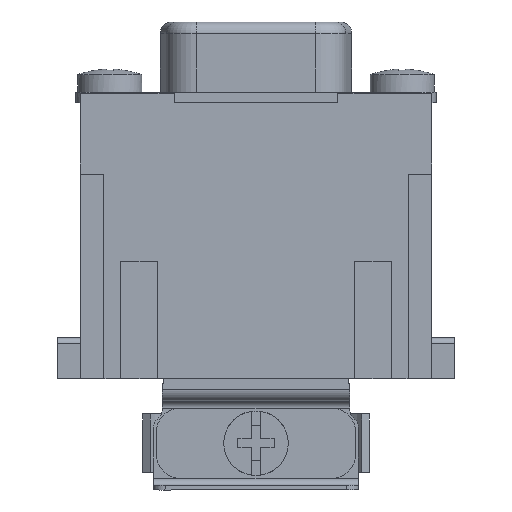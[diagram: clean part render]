
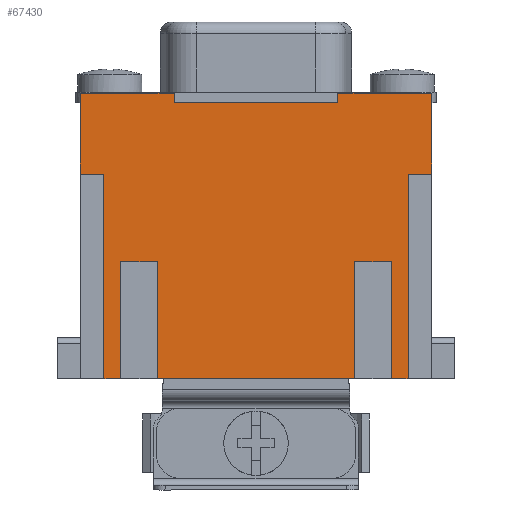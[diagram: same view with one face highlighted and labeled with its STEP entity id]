
A CAD part, left-side view. The second image highlights one B-rep face of the part: STEP entity #67430.
In plain terms, the highlighted planar face has unit normal (-1, 0, 0).
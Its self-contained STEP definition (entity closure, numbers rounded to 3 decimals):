
#3040=CARTESIAN_POINT('',(41.348,68.257,
-28.55));
#3050=VERTEX_POINT('',#3040);
#3200=CARTESIAN_POINT('',(41.348,68.257,
-25.45));
#3210=VERTEX_POINT('',#3200);
#3240=CARTESIAN_POINT('',(41.348,68.257,0.));
#3250=DIRECTION('',(0.,0.,-1.));
#3260=VECTOR('',#3250,1.);
#3270=LINE('',#3240,#3260);
#3280=EDGE_CURVE('',#3210,#3050,#3270,.T.);
#9730=CARTESIAN_POINT('',(41.348,54.657,-24.));
#9740=VERTEX_POINT('',#9730);
#9770=CARTESIAN_POINT('',(41.348,54.657,0.));
#9780=DIRECTION('',(0.,0.,-1.));
#9790=VECTOR('',#9780,1.);
#9800=LINE('',#9770,#9790);
#9810=CARTESIAN_POINT('',(41.348,54.657,
-10.));
#9820=VERTEX_POINT('',#9810);
#9830=EDGE_CURVE('',#9820,#9740,#9800,.T.);
#12340=CARTESIAN_POINT('',(41.348,78.257,-30.));
#12350=VERTEX_POINT('',#12340);
#14850=CARTESIAN_POINT('',(41.348,78.257,-4.)
);
#14860=VERTEX_POINT('',#14850);
#14890=CARTESIAN_POINT('',(41.348,78.257,-4.017));
#14900=DIRECTION('',(0.,0.,-1.));
#14910=VECTOR('',#14900,1.);
#14920=LINE('',#14890,#14910);
#14930=CARTESIAN_POINT('',(41.348,78.257,-5.45))
;
#14940=VERTEX_POINT('',#14930);
#14950=EDGE_CURVE('',#14860,#14940,#14920,.T.);
#15170=CARTESIAN_POINT('',(41.348,78.257,-8.55)
);
#15180=VERTEX_POINT('',#15170);
#15210=CARTESIAN_POINT('',(41.348,78.257,0.));
#15220=DIRECTION('',(0.,0.,-1.));
#15230=VECTOR('',#15220,1.);
#15240=LINE('',#15210,#15230);
#15250=CARTESIAN_POINT('',(41.348,78.257,-25.45)
);
#15260=VERTEX_POINT('',#15250);
#15270=EDGE_CURVE('',#15180,#15260,#15240,.T.);
#15490=CARTESIAN_POINT('',(41.348,78.257,-28.55)
);
#15500=VERTEX_POINT('',#15490);
#15530=CARTESIAN_POINT('',(41.348,78.257,-30.));
#15540=DIRECTION('',(0.,0.,1.));
#15550=VECTOR('',#15540,1.);
#15560=LINE('',#15530,#15550);
#15570=EDGE_CURVE('',#12350,#15500,#15560,.T.);
#24680=CARTESIAN_POINT('',(41.348,0.,-25.45));
#24690=DIRECTION('',(0.,1.,0.));
#24700=VECTOR('',#24690,1.);
#24710=LINE('',#24680,#24700);
#24720=EDGE_CURVE('',#3210,#15260,#24710,.T.);
#31730=CARTESIAN_POINT('',(41.348,60.757,-32.));
#31740=VERTEX_POINT('',#31730);
#31770=CARTESIAN_POINT('',(41.348,0.,
-32.));
#31780=DIRECTION('',(0.,1.,0.));
#31790=VECTOR('',#31780,1.);
#31800=LINE('',#31770,#31790);
#31810=CARTESIAN_POINT('',(41.348,53.857,-32.));
#31820=VERTEX_POINT('',#31810);
#31830=EDGE_CURVE('',#31820,#31740,#31800,.T.);
#59530=CARTESIAN_POINT('',(41.348,68.257,-8.55)
);
#59540=VERTEX_POINT('',#59530);
#59570=CARTESIAN_POINT('',(41.348,0.,-8.55));
#59580=DIRECTION('',(0.,1.,0.));
#59590=VECTOR('',#59580,1.);
#59600=LINE('',#59570,#59590);
#59610=EDGE_CURVE('',#59540,#15180,#59600,.T.);
#59900=CARTESIAN_POINT('',(41.348,53.857,-24.));
#59910=VERTEX_POINT('',#59900);
#59940=CARTESIAN_POINT('',(41.348,0.,-24.));
#59950=DIRECTION('',(0.,1.,0.));
#59960=VECTOR('',#59950,1.);
#59970=LINE('',#59940,#59960);
#59980=EDGE_CURVE('',#59910,#9740,#59970,.T.);
#61240=CARTESIAN_POINT('',(41.348,68.257,-5.45))
;
#61250=VERTEX_POINT('',#61240);
#61370=CARTESIAN_POINT('',(41.348,0.,-5.45));
#61380=DIRECTION('',(0.,1.,0.));
#61390=VECTOR('',#61380,1.);
#61400=LINE('',#61370,#61390);
#61410=EDGE_CURVE('',#61250,#14940,#61400,.T.);
#64570=CARTESIAN_POINT('',(41.348,0.,-10.));
#64580=DIRECTION('',(0.,1.,0.));
#64590=VECTOR('',#64580,1.);
#64600=LINE('',#64570,#64590);
#64610=CARTESIAN_POINT('',(41.348,53.857,
-10.));
#64620=VERTEX_POINT('',#64610);
#64630=EDGE_CURVE('',#64620,#9820,#64600,.T.);
#65650=CARTESIAN_POINT('',(41.348,53.857,
-2.));
#65660=DIRECTION('',(0.,0.,-1.));
#65670=VECTOR('',#65660,1.);
#65680=LINE('',#65650,#65670);
#65690=CARTESIAN_POINT('',(41.348,53.857,
-2.));
#65700=VERTEX_POINT('',#65690);
#65710=EDGE_CURVE('',#65700,#64620,#65680,.T.);
#66350=CARTESIAN_POINT('',(41.348,0.,-28.55));
#66360=DIRECTION('',(0.,1.,0.));
#66370=VECTOR('',#66360,1.);
#66380=LINE('',#66350,#66370);
#66390=EDGE_CURVE('',#3050,#15500,#66380,.T.);
#66750=CARTESIAN_POINT('',(41.348,53.857,-24.));
#66760=DIRECTION('',(-1.,0.,0.));
#66770=DIRECTION('',(0.,0.,1.));
#66780=AXIS2_PLACEMENT_3D('',#66750,#66760,#66770);
#66790=PLANE('',#66780);
#66800=ORIENTED_EDGE('',*,*,#31830,.F.);
#66810=CARTESIAN_POINT('',(41.348,60.757,0.));
#66820=DIRECTION('',(0.,0.,-1.));
#66830=VECTOR('',#66820,1.);
#66840=LINE('',#66810,#66830);
#66850=CARTESIAN_POINT('',(41.348,60.757,-30.));
#66860=VERTEX_POINT('',#66850);
#66870=EDGE_CURVE('',#66860,#31740,#66840,.T.);
#66880=ORIENTED_EDGE('',*,*,#66870,.T.);
#66890=CARTESIAN_POINT('',(41.348,0.,-30.));
#66900=DIRECTION('',(0.,-1.,0.));
#66910=VECTOR('',#66900,1.);
#66920=LINE('',#66890,#66910);
#66930=EDGE_CURVE('',#12350,#66860,#66920,.T.);
#66940=ORIENTED_EDGE('',*,*,#66930,.T.);
#66950=ORIENTED_EDGE('',*,*,#15570,.F.);
#66960=ORIENTED_EDGE('',*,*,#66390,.T.);
#66970=ORIENTED_EDGE('',*,*,#3280,.T.);
#66980=ORIENTED_EDGE('',*,*,#24720,.F.);
#66990=ORIENTED_EDGE('',*,*,#15270,.T.);
#67000=ORIENTED_EDGE('',*,*,#59610,.T.);
#67010=CARTESIAN_POINT('',(41.348,68.257,0.));
#67020=DIRECTION('',(0.,0.,-1.));
#67030=VECTOR('',#67020,1.);
#67040=LINE('',#67010,#67030);
#67050=EDGE_CURVE('',#61250,#59540,#67040,.T.);
#67060=ORIENTED_EDGE('',*,*,#67050,.T.);
#67070=ORIENTED_EDGE('',*,*,#61410,.F.);
#67080=ORIENTED_EDGE('',*,*,#14950,.T.);
#67090=CARTESIAN_POINT('',(41.348,0.,-4.));
#67100=DIRECTION('',(0.,1.,0.));
#67110=VECTOR('',#67100,1.);
#67120=LINE('',#67090,#67110);
#67130=CARTESIAN_POINT('',(41.348,60.757,-4.)
);
#67140=VERTEX_POINT('',#67130);
#67150=EDGE_CURVE('',#67140,#14860,#67120,.T.);
#67160=ORIENTED_EDGE('',*,*,#67150,.T.);
#67170=CARTESIAN_POINT('',(41.348,60.757,0.));
#67180=DIRECTION('',(0.,0.,-1.));
#67190=VECTOR('',#67180,1.);
#67200=LINE('',#67170,#67190);
#67210=CARTESIAN_POINT('',(41.348,60.757,-2.)
);
#67220=VERTEX_POINT('',#67210);
#67230=EDGE_CURVE('',#67220,#67140,#67200,.T.);
#67240=ORIENTED_EDGE('',*,*,#67230,.T.);
#67250=CARTESIAN_POINT('',(41.348,0.,-2.));
#67260=DIRECTION('',(0.,1.,0.));
#67270=VECTOR('',#67260,1.);
#67280=LINE('',#67250,#67270);
#67290=EDGE_CURVE('',#65700,#67220,#67280,.T.);
#67300=ORIENTED_EDGE('',*,*,#67290,.T.);
#67310=ORIENTED_EDGE('',*,*,#65710,.F.);
#67320=ORIENTED_EDGE('',*,*,#64630,.F.);
#67330=ORIENTED_EDGE('',*,*,#9830,.F.);
#67340=ORIENTED_EDGE('',*,*,#59980,.T.);
#67350=CARTESIAN_POINT('',(41.348,53.857,
-32.));
#67360=DIRECTION('',(0.,0.,1.));
#67370=VECTOR('',#67360,1.);
#67380=LINE('',#67350,#67370);
#67390=EDGE_CURVE('',#31820,#59910,#67380,.T.);
#67400=ORIENTED_EDGE('',*,*,#67390,.T.);
#67410=EDGE_LOOP('',(#67400,#67340,#67330,#67320,#67310,#67300,#67240,
#67160,#67080,#67070,#67060,#67000,#66990,#66980,#66970,#66960,#66950,
#66940,#66880,#66800));
#67420=FACE_OUTER_BOUND('',#67410,.T.);
#67430=ADVANCED_FACE('',(#67420),#66790,.T.);
